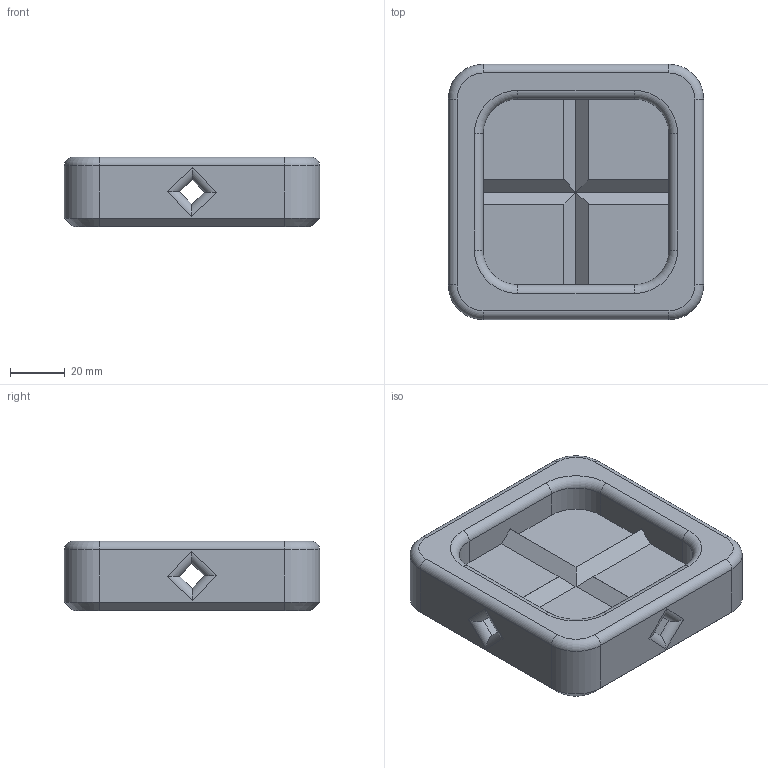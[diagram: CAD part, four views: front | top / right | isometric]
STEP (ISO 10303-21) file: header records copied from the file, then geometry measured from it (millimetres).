
FILE_DESCRIPTION(/* description */ (''),/* implementation_level */ '2;1');
FILE_NAME(/* name */ 'HDX Plastic Rack Feet Spreader v2.step',/* time_stamp */ '2025-04-30T19:18:53-07:00',/* author */ (''),/* organization */ (''),/* preprocessor_version */ 'ST-DEVELOPER v20.1',/* originating_system */ 'Autodesk Translation Framework v14.4.0.0',/* authorisation */ '');
FILE_SCHEMA (('AUTOMOTIVE_DESIGN { 1 0 10303 214 3 1 1 }'));
Length unit declared in the file: inch
Products named in the file (1): HDX Plastic Rack Feet Spreader
Bounding box: 93.22 x 93.22 x 25.4 mm (x, y, z)
Volume: 152580.2 mm3; surface area: 29131.8 mm2
Topology: 1 solids, 1 shells, 78 faces, 191 edges, 112 vertices
Faces by surface type: plane 34, cylinder 32, torus 8, cone 4
Entity records: 2298 total; most frequent: DIRECTION 409, ORIENTED_EDGE 382, CARTESIAN_POINT 382, EDGE_CURVE 191, AXIS2_PLACEMENT_3D 139, LINE 131, VECTOR 131, VERTEX_POINT 112
